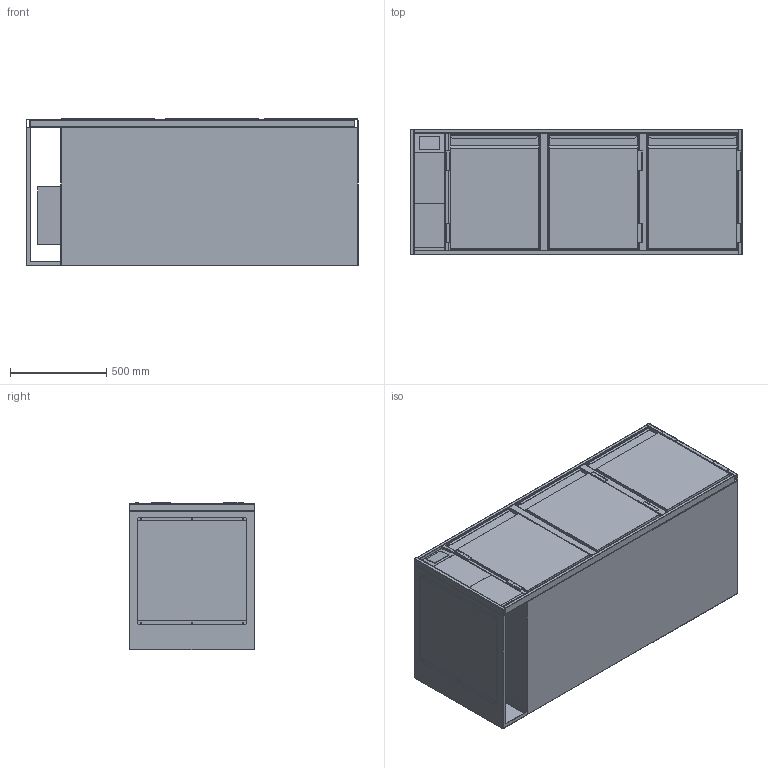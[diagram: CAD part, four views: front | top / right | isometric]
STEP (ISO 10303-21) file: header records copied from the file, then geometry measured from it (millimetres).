
FILE_DESCRIPTION (( 'STEP AP203' ), '1' );
FILE_NAME ('G-BKZ-3-65-L-3T.step', '2024-02-26T13:32:56', ( '' ), ( '' ), 'SwSTEP 2.0', 'SolidWorks 2023', '' );
FILE_SCHEMA (( 'CONFIG_CONTROL_DESIGN' ));
Length unit declared in the file: millimetre
Products named in the file (10): 24-02-55011_G-KT-Fach-Z-L-180-760-650; 18-06-35404_TUER-460-595-R; G-BKZ-3-65-L-3T; 24-02-55012_G-KT-Korpus-1545-760-650-L; 18-06-35404_TUER-460-595-L; 20-03-43319_G-BK-Einbauelement-Tür-475-760-650-L; 20-03-43318_G-KT-Rahmen-Tür-475-650; 20-03-43319_G-BK-Einbauelement-Tür-475-760-650-R; 21-01-47565_G-KT-FRR-650-1725--1545B-180; 20-03-43331_G-KT-Auflage-475-760-ohne-Rost
Assembly tree (20 placements, depth 3):
  G-BKZ-3-65-L-3T
    24-02-55012_G-KT-Korpus-1545-760-650-L
    21-01-47565_G-KT-FRR-650-1725--1545B-180
    24-02-55011_G-KT-Fach-Z-L-180-760-650
    20-03-43319_G-BK-Einbauelement-Tür-475-760-650-L
      20-03-43318_G-KT-Rahmen-Tür-475-650
      18-06-35404_TUER-460-595-L
      20-03-43331_G-KT-Auflage-475-760-ohne-Rost  x5
    20-03-43319_G-BK-Einbauelement-Tür-475-760-650-R  x2
      20-03-43318_G-KT-Rahmen-Tür-475-650
      18-06-35404_TUER-460-595-R
      20-03-43331_G-KT-Auflage-475-760-ohne-Rost
Bounding box: 1726 x 650 x 767.5 mm (x, y, z)
Volume: 35070295.2 mm3; surface area: 18141782.6 mm2
Topology: 38 solids, 45 shells, 1242 faces, 2913 edges, 1734 vertices
Faces by surface type: plane 750, cylinder 377, torus 48, sphere 46, bspline 21
Entity records: 19698 total; most frequent: CARTESIAN_POINT 3658, DIRECTION 3144, ORIENTED_EDGE 2988, EDGE_CURVE 1496, AXIS2_PLACEMENT_3D 1090, VECTOR 964, LINE 964, VERTEX_POINT 920
